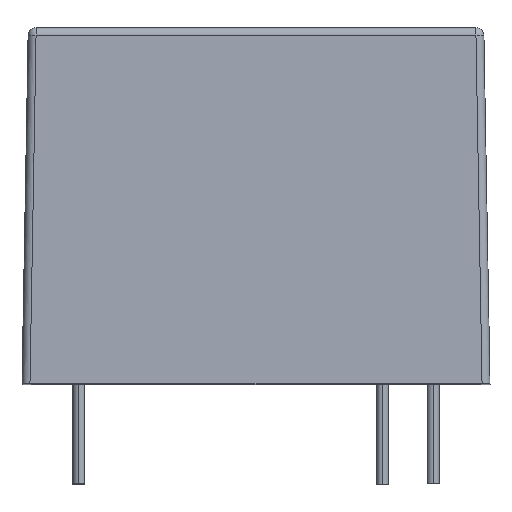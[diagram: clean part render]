
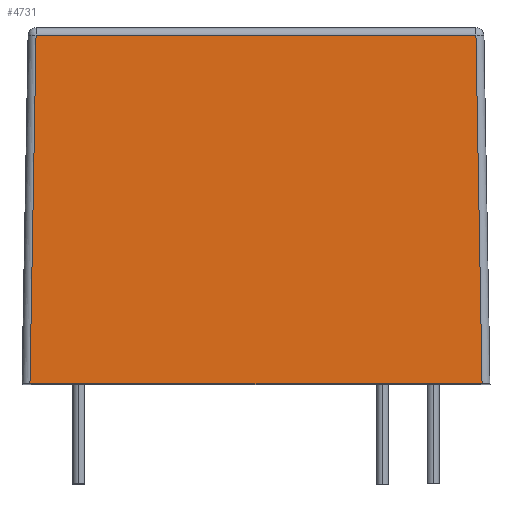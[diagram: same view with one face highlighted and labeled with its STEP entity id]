
A CAD part, top view. The second image highlights one B-rep face of the part: STEP entity #4731.
In plain terms, the highlighted planar face has unit normal (0, 0.018, 1).
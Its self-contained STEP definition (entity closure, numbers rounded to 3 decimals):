
#167 = DIRECTION ( 'NONE',  ( 1., 0., 0. ) ) ;
#436 = VECTOR ( 'NONE', #959, 1000. ) ;
#703 = FACE_OUTER_BOUND ( 'NONE', #1286, .T. ) ;
#775 = DIRECTION ( 'NONE',  ( 0., 0.017, 1. ) ) ;
#809 = ORIENTED_EDGE ( 'NONE', *, *, #5378, .T. ) ;
#844 = PLANE ( 'NONE',  #3301 ) ;
#959 = DIRECTION ( 'NONE',  ( -0.017, -1., 0.017 ) ) ;
#1009 = DIRECTION ( 'NONE',  ( -0.017, 1., -0.017 ) ) ;
#1041 = CARTESIAN_POINT ( 'NONE',  ( 11.044, 17.507, 13.944 ) ) ;
#1070 = LINE ( 'NONE', #1578, #1289 ) ;
#1286 = EDGE_LOOP ( 'NONE', ( #3561, #809, #2164, #1497 ) ) ;
#1289 = VECTOR ( 'NONE', #1009, 1000. ) ;
#1348 = EDGE_CURVE ( 'NONE', #4787, #3621, #2684, .T. ) ;
#1497 = ORIENTED_EDGE ( 'NONE', *, *, #3624, .T. ) ;
#1578 = CARTESIAN_POINT ( 'NONE',  ( 11.343, 0.403, 14.243 ) ) ;
#2164 = ORIENTED_EDGE ( 'NONE', *, *, #6270, .T. ) ;
#2447 = DIRECTION ( 'NONE',  ( 1., 0., 0. ) ) ;
#2684 = LINE ( 'NONE', #4778, #5213 ) ;
#2972 = CARTESIAN_POINT ( 'NONE',  ( -11.35, -0.007, 14.25 ) ) ;
#3098 = VERTEX_POINT ( 'NONE', #5441 ) ;
#3299 = CARTESIAN_POINT ( 'NONE',  ( -11.75, 0., 14.25 ) ) ;
#3301 = AXIS2_PLACEMENT_3D ( 'NONE', #3299, #775, #167 ) ;
#3561 = ORIENTED_EDGE ( 'NONE', *, *, #1348, .T. ) ;
#3621 = VERTEX_POINT ( 'NONE', #5683 ) ;
#3624 = EDGE_CURVE ( 'NONE', #5217, #4787, #1070, .T. ) ;
#4267 = CARTESIAN_POINT ( 'NONE',  ( 11.35, 0., 14.25 ) ) ;
#4731 = ADVANCED_FACE ( 'NONE', ( #703 ), #844, .T. ) ;
#4778 = CARTESIAN_POINT ( 'NONE',  ( -11.438, 17.507, 13.944 ) ) ;
#4787 = VERTEX_POINT ( 'NONE', #1041 ) ;
#4974 = CARTESIAN_POINT ( 'NONE',  ( -11.75, 0., 14.25 ) ) ;
#5075 = LINE ( 'NONE', #4974, #6092 ) ;
#5213 = VECTOR ( 'NONE', #6261, 1000. ) ;
#5217 = VERTEX_POINT ( 'NONE', #4267 ) ;
#5378 = EDGE_CURVE ( 'NONE', #3621, #3098, #5977, .T. ) ;
#5441 = CARTESIAN_POINT ( 'NONE',  ( -11.35, 0., 14.25 ) ) ;
#5683 = CARTESIAN_POINT ( 'NONE',  ( -11.044, 17.507, 13.944 ) ) ;
#5977 = LINE ( 'NONE', #2972, #436 ) ;
#6092 = VECTOR ( 'NONE', #2447, 1000. ) ;
#6261 = DIRECTION ( 'NONE',  ( -1., 0., 0. ) ) ;
#6270 = EDGE_CURVE ( 'NONE', #3098, #5217, #5075, .T. ) ;
